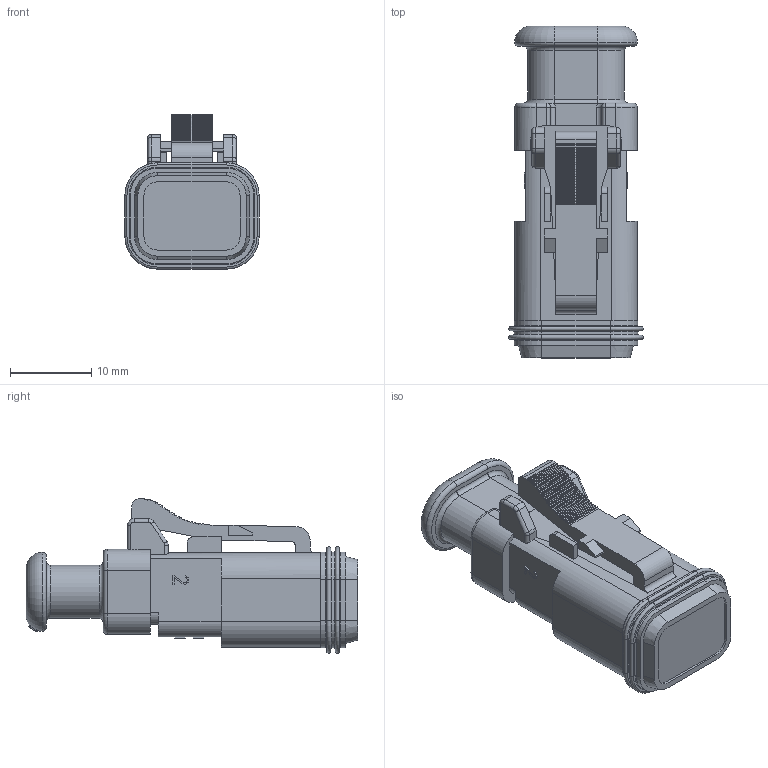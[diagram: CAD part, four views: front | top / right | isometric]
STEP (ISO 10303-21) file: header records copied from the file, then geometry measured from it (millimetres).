
FILE_DESCRIPTION((''),'2;1');
FILE_NAME('26-54224-02S','2014-07-01T',('Orion.Li'),(''),'PRO/ENGINEER BY PARAMETRIC TECHNOLOGY CORPORATION, 2013230','PRO/ENGINEER BY PARAMETRIC TECHNOLOGY CORPORATION, 2013230','');
FILE_SCHEMA(('CONFIG_CONTROL_DESIGN'));
Length unit declared in the file: millimetre
Products named in the file (1): 26-54224-02S
Bounding box: 16.55 x 40.88 x 19.01 mm (x, y, z)
Volume: 5215.5 mm3; surface area: 3722.5 mm2
Topology: 1 solids, 2 shells, 883 faces, 2405 edges, 1558 vertices
Faces by surface type: plane 631, cylinder 164, torus 62, cone 12, sphere 10, bspline 4
Entity records: 27827 total; most frequent: CARTESIAN_POINT 5336, ORIENTED_EDGE 4794, DIRECTION 4497, EDGE_CURVE 2397, VECTOR 1855, LINE 1855, VERTEX_POINT 1558, AXIS2_PLACEMENT_3D 1321
